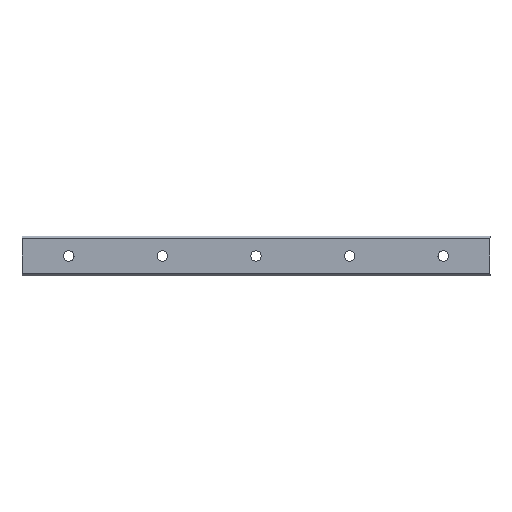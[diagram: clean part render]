
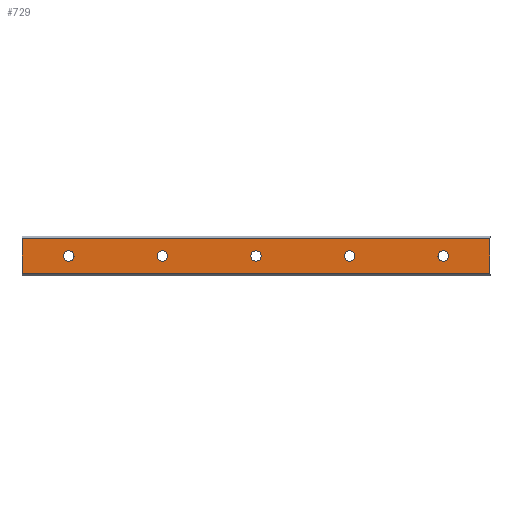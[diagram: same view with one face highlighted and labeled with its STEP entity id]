
A CAD part, front view. The second image highlights one B-rep face of the part: STEP entity #729.
In plain terms, the highlighted planar face has unit normal (0, -1, 0).
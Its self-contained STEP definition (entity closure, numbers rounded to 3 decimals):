
#3 = EDGE_CURVE ( 'NONE', #1494, #256, #613, .T. ) ;
#10 = EDGE_CURVE ( 'NONE', #532, #1546, #126, .T. ) ;
#14 = CIRCLE ( 'NONE', #1424, 4.5 ) ;
#39 = EDGE_LOOP ( 'NONE', ( #923, #657 ) ) ;
#48 = ORIENTED_EDGE ( 'NONE', *, *, #177, .F. ) ;
#62 = CIRCLE ( 'NONE', #1497, 4.5 ) ;
#82 = VERTEX_POINT ( 'NONE', #554 ) ;
#85 = DIRECTION ( 'NONE',  ( 0., 0., 1. ) ) ;
#95 = CARTESIAN_POINT ( 'NONE',  ( -40., 0., 14.95 ) ) ;
#108 = DIRECTION ( 'NONE',  ( 0., 1., 0. ) ) ;
#126 = CIRCLE ( 'NONE', #1056, 4.5 ) ;
#143 = CIRCLE ( 'NONE', #701, 4.5 ) ;
#145 = EDGE_CURVE ( 'NONE', #834, #1495, #299, .T. ) ;
#152 = EDGE_CURVE ( 'NONE', #82, #1075, #1449, .T. ) ;
#172 = VECTOR ( 'NONE', #810, 1000. ) ;
#177 = EDGE_CURVE ( 'NONE', #661, #398, #709, .T. ) ;
#183 = DIRECTION ( 'NONE',  ( 0., 0., 1. ) ) ;
#196 = FACE_BOUND ( 'NONE', #405, .T. ) ;
#202 = AXIS2_PLACEMENT_3D ( 'NONE', #1128, #1519, #1657 ) ;
#207 = EDGE_CURVE ( 'NONE', #398, #661, #1176, .T. ) ;
#209 = DIRECTION ( 'NONE',  ( 0., 0., 1. ) ) ;
#214 = FACE_OUTER_BOUND ( 'NONE', #1039, .T. ) ;
#217 = CARTESIAN_POINT ( 'NONE',  ( 360., 0., -14.95 ) ) ;
#225 = CARTESIAN_POINT ( 'NONE',  ( 320., 0., 0. ) ) ;
#228 = EDGE_CURVE ( 'NONE', #1354, #1257, #229, .T. ) ;
#229 = CIRCLE ( 'NONE', #889, 4.5 ) ;
#236 = DIRECTION ( 'NONE',  ( 0., 0., 1. ) ) ;
#238 = ORIENTED_EDGE ( 'NONE', *, *, #207, .F. ) ;
#246 = EDGE_CURVE ( 'NONE', #1075, #82, #14, .T. ) ;
#256 = VERTEX_POINT ( 'NONE', #95 ) ;
#262 = CARTESIAN_POINT ( 'NONE',  ( 240., 0., 0. ) ) ;
#297 = EDGE_CURVE ( 'NONE', #1257, #1354, #942, .T. ) ;
#299 = LINE ( 'NONE', #804, #1504 ) ;
#314 = EDGE_LOOP ( 'NONE', ( #1311, #821 ) ) ;
#316 = CARTESIAN_POINT ( 'NONE',  ( 360., 0., -14.95 ) ) ;
#372 = DIRECTION ( 'NONE',  ( 0., 0., 1. ) ) ;
#373 = DIRECTION ( 'NONE',  ( 0., -1., 0. ) ) ;
#383 = ORIENTED_EDGE ( 'NONE', *, *, #152, .F. ) ;
#398 = VERTEX_POINT ( 'NONE', #1277 ) ;
#405 = EDGE_LOOP ( 'NONE', ( #550, #383 ) ) ;
#421 = DIRECTION ( 'NONE',  ( 0., 0., 1. ) ) ;
#436 = CARTESIAN_POINT ( 'NONE',  ( 360., 0., 14.95 ) ) ;
#437 = CARTESIAN_POINT ( 'NONE',  ( 80., 0., 0. ) ) ;
#451 = LINE ( 'NONE', #316, #172 ) ;
#479 = PLANE ( 'NONE',  #1611 ) ;
#485 = VERTEX_POINT ( 'NONE', #1580 ) ;
#493 = VERTEX_POINT ( 'NONE', #1618 ) ;
#509 = EDGE_CURVE ( 'NONE', #1495, #1494, #451, .T. ) ;
#521 = AXIS2_PLACEMENT_3D ( 'NONE', #578, #1261, #209 ) ;
#532 = VERTEX_POINT ( 'NONE', #559 ) ;
#548 = AXIS2_PLACEMENT_3D ( 'NONE', #437, #936, #1217 ) ;
#550 = ORIENTED_EDGE ( 'NONE', *, *, #246, .F. ) ;
#554 = CARTESIAN_POINT ( 'NONE',  ( 80., 0., -4.5 ) ) ;
#559 = CARTESIAN_POINT ( 'NONE',  ( 240., 0., -4.5 ) ) ;
#573 = EDGE_LOOP ( 'NONE', ( #238, #48 ) ) ;
#578 = CARTESIAN_POINT ( 'NONE',  ( 0., 0., 0. ) ) ;
#579 = CARTESIAN_POINT ( 'NONE',  ( 160., 0., 0. ) ) ;
#601 = FACE_BOUND ( 'NONE', #39, .T. ) ;
#610 = CARTESIAN_POINT ( 'NONE',  ( 360., 0., 14.95 ) ) ;
#613 = LINE ( 'NONE', #1243, #781 ) ;
#657 = ORIENTED_EDGE ( 'NONE', *, *, #822, .F. ) ;
#661 = VERTEX_POINT ( 'NONE', #835 ) ;
#664 = LINE ( 'NONE', #1341, #1029 ) ;
#701 = AXIS2_PLACEMENT_3D ( 'NONE', #262, #783, #1168 ) ;
#706 = CIRCLE ( 'NONE', #1529, 4.5 ) ;
#709 = CIRCLE ( 'NONE', #1505, 4.5 ) ;
#714 = CARTESIAN_POINT ( 'NONE',  ( -40., 0., -14.95 ) ) ;
#729 = ADVANCED_FACE ( 'NONE', ( #214, #1246, #1356, #1663, #601, #196 ), #479, .F. ) ;
#738 = DIRECTION ( 'NONE',  ( 0., -1., 0. ) ) ;
#781 = VECTOR ( 'NONE', #1130, 1000. ) ;
#783 = DIRECTION ( 'NONE',  ( 0., -1., 0. ) ) ;
#787 = DIRECTION ( 'NONE',  ( 1., 0., 0. ) ) ;
#796 = CARTESIAN_POINT ( 'NONE',  ( 160., 0., 0. ) ) ;
#804 = CARTESIAN_POINT ( 'NONE',  ( 360., 0., 14.95 ) ) ;
#810 = DIRECTION ( 'NONE',  ( -1., 0., 0. ) ) ;
#812 = CARTESIAN_POINT ( 'NONE',  ( 0., 0., 0. ) ) ;
#821 = ORIENTED_EDGE ( 'NONE', *, *, #10, .F. ) ;
#822 = EDGE_CURVE ( 'NONE', #493, #485, #706, .T. ) ;
#834 = VERTEX_POINT ( 'NONE', #436 ) ;
#835 = CARTESIAN_POINT ( 'NONE',  ( 0., 0., -4.5 ) ) ;
#839 = CARTESIAN_POINT ( 'NONE',  ( 240., 0., 4.5 ) ) ;
#845 = EDGE_CURVE ( 'NONE', #256, #834, #664, .T. ) ;
#849 = DIRECTION ( 'NONE',  ( 0., -1., 0. ) ) ;
#869 = ORIENTED_EDGE ( 'NONE', *, *, #297, .F. ) ;
#881 = EDGE_LOOP ( 'NONE', ( #869, #1515 ) ) ;
#889 = AXIS2_PLACEMENT_3D ( 'NONE', #225, #738, #372 ) ;
#919 = DIRECTION ( 'NONE',  ( 0., -1., 0. ) ) ;
#923 = ORIENTED_EDGE ( 'NONE', *, *, #1538, .F. ) ;
#936 = DIRECTION ( 'NONE',  ( 0., -1., 0. ) ) ;
#942 = CIRCLE ( 'NONE', #202, 4.5 ) ;
#977 = DIRECTION ( 'NONE',  ( 0., -1., 0. ) ) ;
#1029 = VECTOR ( 'NONE', #787, 1000. ) ;
#1039 = EDGE_LOOP ( 'NONE', ( #1404, #1539, #1318, #1662 ) ) ;
#1056 = AXIS2_PLACEMENT_3D ( 'NONE', #1402, #373, #236 ) ;
#1075 = VERTEX_POINT ( 'NONE', #1247 ) ;
#1093 = DIRECTION ( 'NONE',  ( 0., 0., 1. ) ) ;
#1112 = CARTESIAN_POINT ( 'NONE',  ( 320., 0., 4.5 ) ) ;
#1128 = CARTESIAN_POINT ( 'NONE',  ( 320., 0., 0. ) ) ;
#1130 = DIRECTION ( 'NONE',  ( 0., 0., 1. ) ) ;
#1168 = DIRECTION ( 'NONE',  ( 0., 0., 1. ) ) ;
#1176 = CIRCLE ( 'NONE', #521, 4.5 ) ;
#1211 = CARTESIAN_POINT ( 'NONE',  ( 320., 0., -4.5 ) ) ;
#1217 = DIRECTION ( 'NONE',  ( 0., 0., 1. ) ) ;
#1241 = CARTESIAN_POINT ( 'NONE',  ( 80., 0., 0. ) ) ;
#1243 = CARTESIAN_POINT ( 'NONE',  ( -40., 0., 14.95 ) ) ;
#1246 = FACE_BOUND ( 'NONE', #573, .T. ) ;
#1247 = CARTESIAN_POINT ( 'NONE',  ( 80., 0., 4.5 ) ) ;
#1257 = VERTEX_POINT ( 'NONE', #1112 ) ;
#1261 = DIRECTION ( 'NONE',  ( 0., -1., 0. ) ) ;
#1277 = CARTESIAN_POINT ( 'NONE',  ( 0., 0., 4.5 ) ) ;
#1311 = ORIENTED_EDGE ( 'NONE', *, *, #1344, .F. ) ;
#1318 = ORIENTED_EDGE ( 'NONE', *, *, #845, .F. ) ;
#1341 = CARTESIAN_POINT ( 'NONE',  ( 360., 0., 14.95 ) ) ;
#1342 = DIRECTION ( 'NONE',  ( 0., -1., 0. ) ) ;
#1344 = EDGE_CURVE ( 'NONE', #1546, #532, #143, .T. ) ;
#1354 = VERTEX_POINT ( 'NONE', #1211 ) ;
#1356 = FACE_BOUND ( 'NONE', #881, .T. ) ;
#1402 = CARTESIAN_POINT ( 'NONE',  ( 240., 0., 0. ) ) ;
#1404 = ORIENTED_EDGE ( 'NONE', *, *, #509, .F. ) ;
#1424 = AXIS2_PLACEMENT_3D ( 'NONE', #1241, #977, #85 ) ;
#1449 = CIRCLE ( 'NONE', #548, 4.5 ) ;
#1476 = DIRECTION ( 'NONE',  ( 0., 0., -1. ) ) ;
#1494 = VERTEX_POINT ( 'NONE', #714 ) ;
#1495 = VERTEX_POINT ( 'NONE', #217 ) ;
#1497 = AXIS2_PLACEMENT_3D ( 'NONE', #579, #849, #1093 ) ;
#1504 = VECTOR ( 'NONE', #1476, 1000. ) ;
#1505 = AXIS2_PLACEMENT_3D ( 'NONE', #812, #1342, #183 ) ;
#1515 = ORIENTED_EDGE ( 'NONE', *, *, #228, .F. ) ;
#1517 = DIRECTION ( 'NONE',  ( 0., 0., 1. ) ) ;
#1519 = DIRECTION ( 'NONE',  ( 0., -1., 0. ) ) ;
#1529 = AXIS2_PLACEMENT_3D ( 'NONE', #796, #919, #421 ) ;
#1538 = EDGE_CURVE ( 'NONE', #485, #493, #62, .T. ) ;
#1539 = ORIENTED_EDGE ( 'NONE', *, *, #145, .F. ) ;
#1546 = VERTEX_POINT ( 'NONE', #839 ) ;
#1580 = CARTESIAN_POINT ( 'NONE',  ( 160., 0., 4.5 ) ) ;
#1611 = AXIS2_PLACEMENT_3D ( 'NONE', #610, #108, #1517 ) ;
#1618 = CARTESIAN_POINT ( 'NONE',  ( 160., 0., -4.5 ) ) ;
#1657 = DIRECTION ( 'NONE',  ( 0., 0., 1. ) ) ;
#1662 = ORIENTED_EDGE ( 'NONE', *, *, #3, .F. ) ;
#1663 = FACE_BOUND ( 'NONE', #314, .T. ) ;
